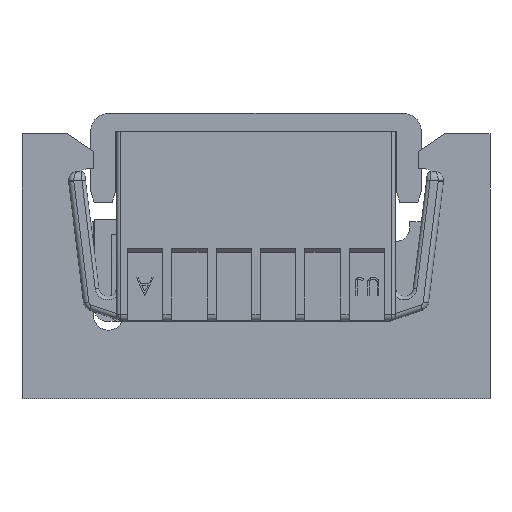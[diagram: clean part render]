
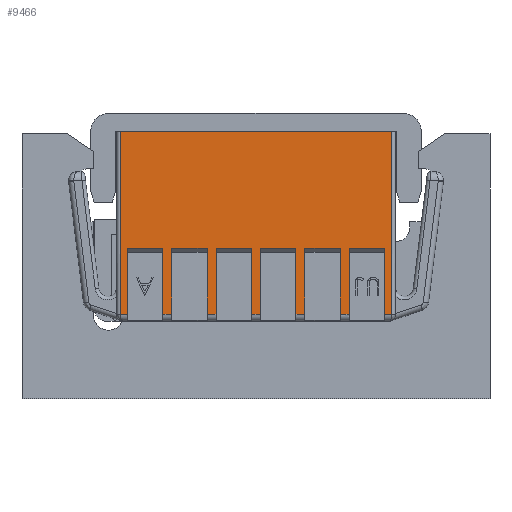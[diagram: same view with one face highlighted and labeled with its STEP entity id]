
A CAD part, front view. The second image highlights one B-rep face of the part: STEP entity #9466.
In plain terms, the highlighted planar face has unit normal (0, -1, 0).
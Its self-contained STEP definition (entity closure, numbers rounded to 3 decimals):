
#2898=DIRECTION('',(1.,0.,0.));
#2899=VECTOR('',#2898,15.3);
#2900=CARTESIAN_POINT('',(-0.15,-6.04,0.));
#2901=LINE('',#2900,#2899);
#2902=DIRECTION('',(-1.,0.,0.));
#2903=VECTOR('',#2902,2.);
#2904=CARTESIAN_POINT('',(14.75,-6.04,-6.6));
#2905=LINE('',#2904,#2903);
#2906=DIRECTION('',(0.,0.,-1.));
#2907=VECTOR('',#2906,3.7);
#2908=CARTESIAN_POINT('',(12.75,-6.04,-6.6));
#2909=LINE('',#2908,#2907);
#2910=DIRECTION('',(-1.,0.,0.));
#2911=VECTOR('',#2910,2.);
#2912=CARTESIAN_POINT('',(12.25,-6.04,-6.6));
#2913=LINE('',#2912,#2911);
#2914=DIRECTION('',(0.,0.,-1.));
#2915=VECTOR('',#2914,3.7);
#2916=CARTESIAN_POINT('',(10.25,-6.04,-6.6));
#2917=LINE('',#2916,#2915);
#2918=DIRECTION('',(-1.,0.,0.));
#2919=VECTOR('',#2918,2.);
#2920=CARTESIAN_POINT('',(9.75,-6.04,-6.6));
#2921=LINE('',#2920,#2919);
#2922=DIRECTION('',(0.,0.,-1.));
#2923=VECTOR('',#2922,3.7);
#2924=CARTESIAN_POINT('',(7.75,-6.04,-6.6));
#2925=LINE('',#2924,#2923);
#2926=DIRECTION('',(-1.,0.,0.));
#2927=VECTOR('',#2926,2.);
#2928=CARTESIAN_POINT('',(7.25,-6.04,-6.6));
#2929=LINE('',#2928,#2927);
#2930=DIRECTION('',(0.,0.,-1.));
#2931=VECTOR('',#2930,3.7);
#2932=CARTESIAN_POINT('',(5.25,-6.04,-6.6));
#2933=LINE('',#2932,#2931);
#2934=DIRECTION('',(-1.,0.,0.));
#2935=VECTOR('',#2934,2.);
#2936=CARTESIAN_POINT('',(4.75,-6.04,-6.6));
#2937=LINE('',#2936,#2935);
#2938=DIRECTION('',(0.,0.,-1.));
#2939=VECTOR('',#2938,3.7);
#2940=CARTESIAN_POINT('',(2.75,-6.04,-6.6));
#2941=LINE('',#2940,#2939);
#2942=DIRECTION('',(-1.,0.,0.));
#2943=VECTOR('',#2942,2.);
#2944=CARTESIAN_POINT('',(2.25,-6.04,-6.6));
#2945=LINE('',#2944,#2943);
#2946=DIRECTION('',(0.,0.,-1.));
#2947=VECTOR('',#2946,3.7);
#2948=CARTESIAN_POINT('',(0.25,-6.04,-6.6));
#2949=LINE('',#2948,#2947);
#2950=DIRECTION('',(0.,0.,-1.));
#2951=VECTOR('',#2950,10.3);
#2952=CARTESIAN_POINT('',(-0.15,-6.04,0.));
#2953=LINE('',#2952,#2951);
#3189=DIRECTION('',(1.,0.,0.));
#3190=VECTOR('',#3189,0.4);
#3191=CARTESIAN_POINT('',(-0.15,-6.04,-10.3));
#3192=LINE('',#3191,#3190);
#3197=DIRECTION('',(1.,0.,0.));
#3198=VECTOR('',#3197,0.5);
#3199=CARTESIAN_POINT('',(2.25,-6.04,-10.3));
#3200=LINE('',#3199,#3198);
#3205=DIRECTION('',(1.,0.,0.));
#3206=VECTOR('',#3205,0.5);
#3207=CARTESIAN_POINT('',(4.75,-6.04,-10.3));
#3208=LINE('',#3207,#3206);
#3213=DIRECTION('',(1.,0.,0.));
#3214=VECTOR('',#3213,0.5);
#3215=CARTESIAN_POINT('',(7.25,-6.04,-10.3));
#3216=LINE('',#3215,#3214);
#3221=DIRECTION('',(1.,0.,0.));
#3222=VECTOR('',#3221,0.5);
#3223=CARTESIAN_POINT('',(9.75,-6.04,-10.3));
#3224=LINE('',#3223,#3222);
#3229=DIRECTION('',(1.,0.,0.));
#3230=VECTOR('',#3229,0.5);
#3231=CARTESIAN_POINT('',(12.25,-6.04,-10.3));
#3232=LINE('',#3231,#3230);
#3237=DIRECTION('',(1.,0.,0.));
#3238=VECTOR('',#3237,0.4);
#3239=CARTESIAN_POINT('',(14.75,-6.04,-10.3));
#3240=LINE('',#3239,#3238);
#3687=DIRECTION('',(0.,0.,1.));
#3688=VECTOR('',#3687,10.3);
#3689=CARTESIAN_POINT('',(15.15,-6.04,-10.3));
#3690=LINE('',#3689,#3688);
#7420=DIRECTION('',(0.,0.,-1.));
#7421=VECTOR('',#7420,3.7);
#7422=CARTESIAN_POINT('',(2.25,-6.04,-6.6));
#7423=LINE('',#7422,#7421);
#7586=DIRECTION('',(0.,0.,-1.));
#7587=VECTOR('',#7586,3.7);
#7588=CARTESIAN_POINT('',(4.75,-6.04,-6.6));
#7589=LINE('',#7588,#7587);
#7620=DIRECTION('',(0.,0.,-1.));
#7621=VECTOR('',#7620,3.7);
#7622=CARTESIAN_POINT('',(7.25,-6.04,-6.6));
#7623=LINE('',#7622,#7621);
#7654=DIRECTION('',(0.,0.,-1.));
#7655=VECTOR('',#7654,3.7);
#7656=CARTESIAN_POINT('',(9.75,-6.04,-6.6));
#7657=LINE('',#7656,#7655);
#7688=DIRECTION('',(0.,0.,-1.));
#7689=VECTOR('',#7688,3.7);
#7690=CARTESIAN_POINT('',(12.25,-6.04,-6.6));
#7691=LINE('',#7690,#7689);
#7709=DIRECTION('',(0.,0.,-1.));
#7710=VECTOR('',#7709,3.7);
#7711=CARTESIAN_POINT('',(14.75,-6.04,-6.6));
#7712=LINE('',#7711,#7710);
#8104=CARTESIAN_POINT('',(12.75,-6.04,-6.6));
#8105=CARTESIAN_POINT('',(12.75,-6.04,-10.3));
#8106=VERTEX_POINT('',#8104);
#8107=VERTEX_POINT('',#8105);
#8108=CARTESIAN_POINT('',(-0.15,-6.04,0.));
#8109=CARTESIAN_POINT('',(-0.15,-6.04,-10.3));
#8110=VERTEX_POINT('',#8108);
#8111=VERTEX_POINT('',#8109);
#8112=CARTESIAN_POINT('',(15.15,-6.04,0.));
#8113=VERTEX_POINT('',#8112);
#8114=CARTESIAN_POINT('',(15.15,-6.04,-10.3));
#8115=VERTEX_POINT('',#8114);
#8116=CARTESIAN_POINT('',(14.75,-6.04,-10.3));
#8117=VERTEX_POINT('',#8116);
#8118=CARTESIAN_POINT('',(14.75,-6.04,-6.6));
#8119=VERTEX_POINT('',#8118);
#8120=CARTESIAN_POINT('',(12.25,-6.04,-10.3));
#8121=VERTEX_POINT('',#8120);
#8122=CARTESIAN_POINT('',(12.25,-6.04,-6.6));
#8123=VERTEX_POINT('',#8122);
#8124=CARTESIAN_POINT('',(10.25,-6.04,-6.6));
#8125=VERTEX_POINT('',#8124);
#8126=CARTESIAN_POINT('',(10.25,-6.04,-10.3));
#8127=VERTEX_POINT('',#8126);
#8128=CARTESIAN_POINT('',(9.75,-6.04,-10.3));
#8129=VERTEX_POINT('',#8128);
#8130=CARTESIAN_POINT('',(9.75,-6.04,-6.6));
#8131=VERTEX_POINT('',#8130);
#8132=CARTESIAN_POINT('',(7.75,-6.04,-6.6));
#8133=VERTEX_POINT('',#8132);
#8134=CARTESIAN_POINT('',(7.75,-6.04,-10.3));
#8135=VERTEX_POINT('',#8134);
#8136=CARTESIAN_POINT('',(7.25,-6.04,-10.3));
#8137=VERTEX_POINT('',#8136);
#8138=CARTESIAN_POINT('',(7.25,-6.04,-6.6));
#8139=VERTEX_POINT('',#8138);
#8140=CARTESIAN_POINT('',(5.25,-6.04,-6.6));
#8141=VERTEX_POINT('',#8140);
#8142=CARTESIAN_POINT('',(5.25,-6.04,-10.3));
#8143=VERTEX_POINT('',#8142);
#8144=CARTESIAN_POINT('',(4.75,-6.04,-10.3));
#8145=VERTEX_POINT('',#8144);
#8146=CARTESIAN_POINT('',(4.75,-6.04,-6.6));
#8147=VERTEX_POINT('',#8146);
#8148=CARTESIAN_POINT('',(2.75,-6.04,-6.6));
#8149=VERTEX_POINT('',#8148);
#8150=CARTESIAN_POINT('',(2.75,-6.04,-10.3));
#8151=VERTEX_POINT('',#8150);
#8152=CARTESIAN_POINT('',(2.25,-6.04,-10.3));
#8153=VERTEX_POINT('',#8152);
#8154=CARTESIAN_POINT('',(2.25,-6.04,-6.6));
#8155=VERTEX_POINT('',#8154);
#8156=CARTESIAN_POINT('',(0.25,-6.04,-6.6));
#8157=VERTEX_POINT('',#8156);
#8158=CARTESIAN_POINT('',(0.25,-6.04,-10.3));
#8159=VERTEX_POINT('',#8158);
#9404=CARTESIAN_POINT('',(0.,-6.04,-10.7));
#9405=DIRECTION('',(0.,-1.,0.));
#9406=DIRECTION('',(0.,0.,-1.));
#9407=AXIS2_PLACEMENT_3D('',#9404,#9405,#9406);
#9408=PLANE('',#9407);
#9410=ORIENTED_EDGE('',*,*,#9409,.F.);
#9412=ORIENTED_EDGE('',*,*,#9411,.T.);
#9414=ORIENTED_EDGE('',*,*,#9413,.F.);
#9416=ORIENTED_EDGE('',*,*,#9415,.F.);
#9418=ORIENTED_EDGE('',*,*,#9417,.F.);
#9420=ORIENTED_EDGE('',*,*,#9419,.T.);
#9421=ORIENTED_EDGE('',*,*,#9394,.T.);
#9423=ORIENTED_EDGE('',*,*,#9422,.F.);
#9425=ORIENTED_EDGE('',*,*,#9424,.F.);
#9427=ORIENTED_EDGE('',*,*,#9426,.T.);
#9429=ORIENTED_EDGE('',*,*,#9428,.T.);
#9431=ORIENTED_EDGE('',*,*,#9430,.F.);
#9433=ORIENTED_EDGE('',*,*,#9432,.F.);
#9435=ORIENTED_EDGE('',*,*,#9434,.T.);
#9437=ORIENTED_EDGE('',*,*,#9436,.T.);
#9439=ORIENTED_EDGE('',*,*,#9438,.F.);
#9441=ORIENTED_EDGE('',*,*,#9440,.F.);
#9443=ORIENTED_EDGE('',*,*,#9442,.T.);
#9445=ORIENTED_EDGE('',*,*,#9444,.T.);
#9447=ORIENTED_EDGE('',*,*,#9446,.F.);
#9449=ORIENTED_EDGE('',*,*,#9448,.F.);
#9451=ORIENTED_EDGE('',*,*,#9450,.T.);
#9453=ORIENTED_EDGE('',*,*,#9452,.T.);
#9455=ORIENTED_EDGE('',*,*,#9454,.F.);
#9457=ORIENTED_EDGE('',*,*,#9456,.F.);
#9459=ORIENTED_EDGE('',*,*,#9458,.T.);
#9461=ORIENTED_EDGE('',*,*,#9460,.T.);
#9463=ORIENTED_EDGE('',*,*,#9462,.F.);
#9464=EDGE_LOOP('',(#9410,#9412,#9414,#9416,#9418,#9420,#9421,#9423,#9425,#9427,
#9429,#9431,#9433,#9435,#9437,#9439,#9441,#9443,#9445,#9447,#9449,#9451,#9453,
#9455,#9457,#9459,#9461,#9463));
#9465=FACE_OUTER_BOUND('',#9464,.F.);
#9466=ADVANCED_FACE('',(#9465),#9408,.T.);
#9394=EDGE_CURVE('',#8106,#8107,#2909,.T.);
#9409=EDGE_CURVE('',#8110,#8111,#2953,.T.);
#9411=EDGE_CURVE('',#8110,#8113,#2901,.T.);
#9413=EDGE_CURVE('',#8115,#8113,#3690,.T.);
#9415=EDGE_CURVE('',#8117,#8115,#3240,.T.);
#9417=EDGE_CURVE('',#8119,#8117,#7712,.T.);
#9419=EDGE_CURVE('',#8119,#8106,#2905,.T.);
#9422=EDGE_CURVE('',#8121,#8107,#3232,.T.);
#9424=EDGE_CURVE('',#8123,#8121,#7691,.T.);
#9426=EDGE_CURVE('',#8123,#8125,#2913,.T.);
#9428=EDGE_CURVE('',#8125,#8127,#2917,.T.);
#9430=EDGE_CURVE('',#8129,#8127,#3224,.T.);
#9432=EDGE_CURVE('',#8131,#8129,#7657,.T.);
#9434=EDGE_CURVE('',#8131,#8133,#2921,.T.);
#9436=EDGE_CURVE('',#8133,#8135,#2925,.T.);
#9438=EDGE_CURVE('',#8137,#8135,#3216,.T.);
#9440=EDGE_CURVE('',#8139,#8137,#7623,.T.);
#9442=EDGE_CURVE('',#8139,#8141,#2929,.T.);
#9444=EDGE_CURVE('',#8141,#8143,#2933,.T.);
#9446=EDGE_CURVE('',#8145,#8143,#3208,.T.);
#9448=EDGE_CURVE('',#8147,#8145,#7589,.T.);
#9450=EDGE_CURVE('',#8147,#8149,#2937,.T.);
#9452=EDGE_CURVE('',#8149,#8151,#2941,.T.);
#9454=EDGE_CURVE('',#8153,#8151,#3200,.T.);
#9456=EDGE_CURVE('',#8155,#8153,#7423,.T.);
#9458=EDGE_CURVE('',#8155,#8157,#2945,.T.);
#9460=EDGE_CURVE('',#8157,#8159,#2949,.T.);
#9462=EDGE_CURVE('',#8111,#8159,#3192,.T.);
